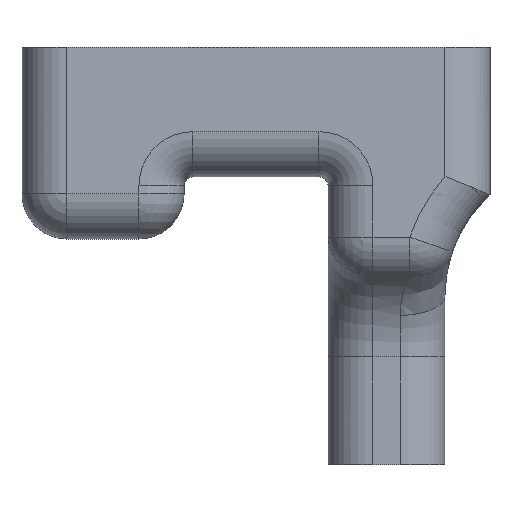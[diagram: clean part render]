
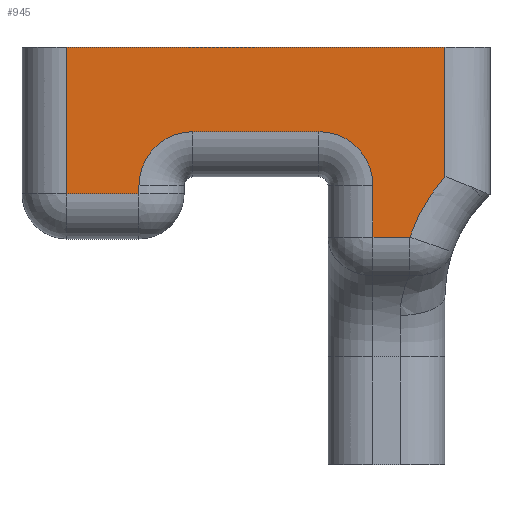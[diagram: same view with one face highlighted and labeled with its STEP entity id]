
A CAD part, top view. The second image highlights one B-rep face of the part: STEP entity #945.
In plain terms, the highlighted planar face has unit normal (0, 0, 1).
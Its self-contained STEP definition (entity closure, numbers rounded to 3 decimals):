
#847=CARTESIAN_POINT('',(0.,0.,26.009));
#848=DIRECTION('',(0.,0.,1.));
#849=DIRECTION('',(1.,0.,0.));
#850=AXIS2_PLACEMENT_3D('',#847,#848,#849);
#851=PLANE('',#850);
#852=CARTESIAN_POINT('',(-187.359,23.023,26.009));
#853=VERTEX_POINT('',#852);
#854=CARTESIAN_POINT('',(-187.359,6.723,26.009));
#855=VERTEX_POINT('',#854);
#856=CARTESIAN_POINT('',(-187.359,23.023,26.009));
#857=DIRECTION('',(0.,-1.,0.));
#858=VECTOR('',#857,16.3);
#859=LINE('',#856,#858);
#860=EDGE_CURVE('',#853,#855,#859,.T.);
#861=ORIENTED_EDGE('',*,*,#860,.T.);
#862=CARTESIAN_POINT('',(-179.359,6.723,26.009));
#863=VERTEX_POINT('',#862);
#864=CARTESIAN_POINT('',(-187.359,6.723,26.009));
#865=DIRECTION('',(1.,0.,-0.));
#866=VECTOR('',#865,8.);
#867=LINE('',#864,#866);
#868=EDGE_CURVE('',#855,#863,#867,.T.);
#869=ORIENTED_EDGE('',*,*,#868,.T.);
#870=CARTESIAN_POINT('',(-179.359,7.623,26.009));
#871=VERTEX_POINT('',#870);
#872=CARTESIAN_POINT('',(-179.359,6.723,26.009));
#873=DIRECTION('',(0.,1.,0.));
#874=VECTOR('',#873,0.9);
#875=LINE('',#872,#874);
#876=EDGE_CURVE('',#863,#871,#875,.T.);
#877=ORIENTED_EDGE('',*,*,#876,.T.);
#878=CARTESIAN_POINT('',(-173.359,13.623,26.009));
#879=VERTEX_POINT('',#878);
#880=CARTESIAN_POINT('',(-173.359,7.623,26.009));
#881=DIRECTION('',(-0.,-0.,-1.));
#882=DIRECTION('',(1.,0.,-0.));
#883=AXIS2_PLACEMENT_3D('',#880,#881,#882);
#884=CIRCLE('',#883,6.);
#885=EDGE_CURVE('',#871,#879,#884,.T.);
#886=ORIENTED_EDGE('',*,*,#885,.T.);
#887=CARTESIAN_POINT('',(-159.359,13.623,26.009));
#888=VERTEX_POINT('',#887);
#889=CARTESIAN_POINT('',(-173.359,13.623,26.009));
#890=DIRECTION('',(1.,0.,0.));
#891=VECTOR('',#890,14.);
#892=LINE('',#889,#891);
#893=EDGE_CURVE('',#879,#888,#892,.T.);
#894=ORIENTED_EDGE('',*,*,#893,.T.);
#895=CARTESIAN_POINT('',(-153.359,7.623,26.009));
#896=VERTEX_POINT('',#895);
#897=CARTESIAN_POINT('',(-159.359,7.623,26.009));
#898=DIRECTION('',(-0.,-0.,-1.));
#899=DIRECTION('',(1.,0.,-0.));
#900=AXIS2_PLACEMENT_3D('',#897,#898,#899);
#901=CIRCLE('',#900,6.);
#902=EDGE_CURVE('',#888,#896,#901,.T.);
#903=ORIENTED_EDGE('',*,*,#902,.T.);
#904=CARTESIAN_POINT('',(-153.359,1.9,26.009));
#905=VERTEX_POINT('',#904);
#906=CARTESIAN_POINT('',(-153.359,7.623,26.009));
#907=DIRECTION('',(-0.,-1.,-0.));
#908=VECTOR('',#907,5.723);
#909=LINE('',#906,#908);
#910=EDGE_CURVE('',#896,#905,#909,.T.);
#911=ORIENTED_EDGE('',*,*,#910,.T.);
#912=CARTESIAN_POINT('',(-149.276,1.9,26.009));
#913=VERTEX_POINT('',#912);
#914=CARTESIAN_POINT('',(-153.359,1.9,26.009));
#915=DIRECTION('',(1.,-0.,-0.));
#916=VECTOR('',#915,4.082);
#917=LINE('',#914,#916);
#918=EDGE_CURVE('',#905,#913,#917,.T.);
#919=ORIENTED_EDGE('',*,*,#918,.T.);
#920=CARTESIAN_POINT('',(-145.359,8.638,26.009));
#921=VERTEX_POINT('',#920);
#922=CARTESIAN_POINT('',(-130.359,-4.59,26.009));
#923=DIRECTION('',(-0.,-0.,-1.));
#924=DIRECTION('',(1.,0.,-0.));
#925=AXIS2_PLACEMENT_3D('',#922,#923,#924);
#926=CIRCLE('',#925,20.);
#927=EDGE_CURVE('',#913,#921,#926,.T.);
#928=ORIENTED_EDGE('',*,*,#927,.T.);
#929=CARTESIAN_POINT('',(-145.359,23.023,26.009));
#930=VERTEX_POINT('',#929);
#931=CARTESIAN_POINT('',(-145.359,8.638,26.009));
#932=DIRECTION('',(-0.,1.,-0.));
#933=VECTOR('',#932,14.384);
#934=LINE('',#931,#933);
#935=EDGE_CURVE('',#921,#930,#934,.T.);
#936=ORIENTED_EDGE('',*,*,#935,.T.);
#937=CARTESIAN_POINT('',(-187.359,23.023,26.009));
#938=DIRECTION('',(1.,0.,0.));
#939=VECTOR('',#938,42.);
#940=LINE('',#937,#939);
#941=EDGE_CURVE('',#853,#930,#940,.T.);
#942=ORIENTED_EDGE('',*,*,#941,.F.);
#943=EDGE_LOOP('',(#861,#869,#877,#886,#894,#903,#911,#919,#928,#936,#942));
#944=FACE_BOUND('',#943,.T.);
#945=ADVANCED_FACE('',(#944),#851,.T.);
